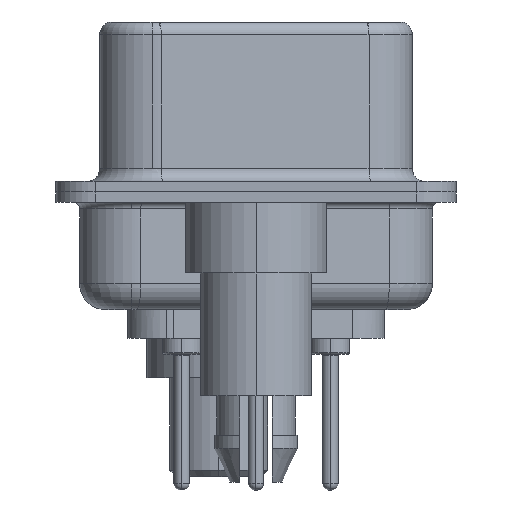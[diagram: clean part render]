
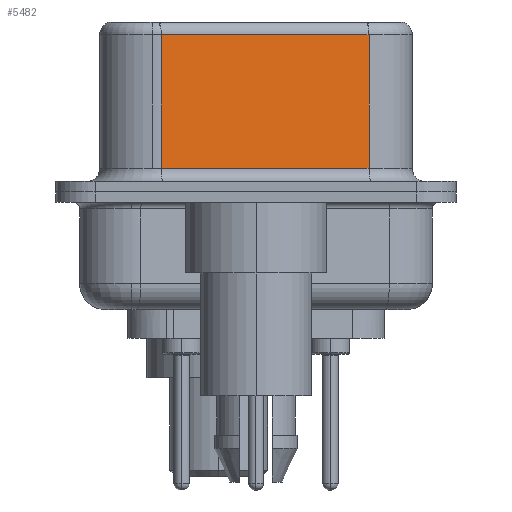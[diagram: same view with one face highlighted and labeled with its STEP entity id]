
A CAD part, left-side view. The second image highlights one B-rep face of the part: STEP entity #5482.
In plain terms, the highlighted planar face has unit normal (-0.985, -0.174, 0).
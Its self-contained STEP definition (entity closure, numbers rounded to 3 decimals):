
#111 = EDGE_CURVE ( 'NONE', #28137, #26058, #1635, .T. ) ;
#625 = CARTESIAN_POINT ( 'NONE',  ( 5.132, -4.322, 0.9 ) ) ;
#1635 = LINE ( 'NONE', #625, #24907 ) ;
#2749 = DIRECTION ( 'NONE',  ( -0.174, 0.985, 0. ) ) ;
#3753 = AXIS2_PLACEMENT_3D ( 'NONE', #12083, #22523, #2749 ) ;
#4665 = VERTEX_POINT ( 'NONE', #9207 ) ;
#4715 = DIRECTION ( 'NONE',  ( -0.174, 0.985, 0. ) ) ;
#4909 = EDGE_CURVE ( 'NONE', #11364, #28137, #10780, .T. ) ;
#5428 = DIRECTION ( 'NONE',  ( 0., 0., -1. ) ) ;
#5482 = ADVANCED_FACE ( 'NONE', ( #10018 ), #21635, .F. ) ;
#5494 = LINE ( 'NONE', #21287, #11501 ) ;
#5707 = EDGE_CURVE ( 'NONE', #4665, #11364, #11087, .T. ) ;
#8212 = EDGE_CURVE ( 'NONE', #4665, #26058, #5494, .T. ) ;
#8467 = CARTESIAN_POINT ( 'NONE',  ( 5.132, -4.322, 6.02 ) ) ;
#9207 = CARTESIAN_POINT ( 'NONE',  ( 5.132, -4.322, 6.02 ) ) ;
#10018 = FACE_OUTER_BOUND ( 'NONE', #15721, .T. ) ;
#10780 = LINE ( 'NONE', #25708, #16039 ) ;
#11015 = CARTESIAN_POINT ( 'NONE',  ( 3.73, 3.628, 0.9 ) ) ;
#11087 = LINE ( 'NONE', #8467, #17024 ) ;
#11364 = VERTEX_POINT ( 'NONE', #27203 ) ;
#11501 = VECTOR ( 'NONE', #5428, 1000. ) ;
#12083 = CARTESIAN_POINT ( 'NONE',  ( 5.132, -4.322, 6.52 ) ) ;
#14827 = DIRECTION ( 'NONE',  ( 0., 0., -1. ) ) ;
#15721 = EDGE_LOOP ( 'NONE', ( #19214, #23754, #22916, #24625 ) ) ;
#16039 = VECTOR ( 'NONE', #14827, 1000. ) ;
#17024 = VECTOR ( 'NONE', #4715, 1000. ) ;
#19214 = ORIENTED_EDGE ( 'NONE', *, *, #8212, .F. ) ;
#21018 = CARTESIAN_POINT ( 'NONE',  ( 5.132, -4.322, 0.9 ) ) ;
#21287 = CARTESIAN_POINT ( 'NONE',  ( 5.132, -4.322, 6.52 ) ) ;
#21635 = PLANE ( 'NONE',  #3753 ) ;
#22523 = DIRECTION ( 'NONE',  ( 0.985, 0.174, 0. ) ) ;
#22916 = ORIENTED_EDGE ( 'NONE', *, *, #4909, .T. ) ;
#23754 = ORIENTED_EDGE ( 'NONE', *, *, #5707, .T. ) ;
#24625 = ORIENTED_EDGE ( 'NONE', *, *, #111, .T. ) ;
#24907 = VECTOR ( 'NONE', #27554, 1000. ) ;
#25708 = CARTESIAN_POINT ( 'NONE',  ( 3.73, 3.628, 6.52 ) ) ;
#26058 = VERTEX_POINT ( 'NONE', #21018 ) ;
#27203 = CARTESIAN_POINT ( 'NONE',  ( 3.73, 3.628, 6.02 ) ) ;
#27554 = DIRECTION ( 'NONE',  ( 0.174, -0.985, 0. ) ) ;
#28137 = VERTEX_POINT ( 'NONE', #11015 ) ;
